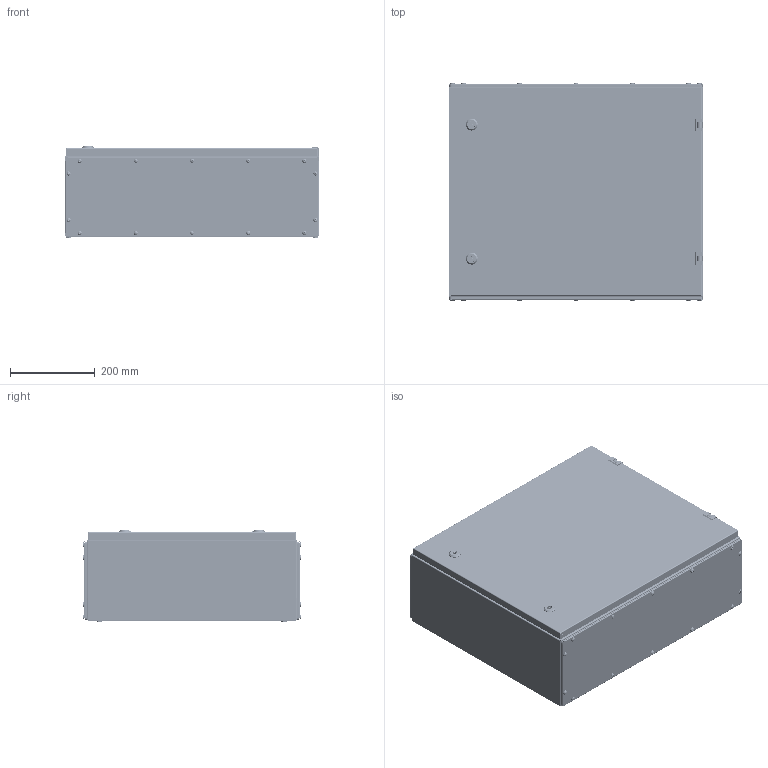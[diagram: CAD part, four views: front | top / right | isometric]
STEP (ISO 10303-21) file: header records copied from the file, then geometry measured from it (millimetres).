
FILE_DESCRIPTION (( 'STEP AP214' ), '1' );
FILE_NAME ('10.060.050.21.STEP', '2024-05-29T10:59:50', ( '' ), ( '' ), 'SwSTEP 2.0', 'SolidWorks 2021', '' );
FILE_SCHEMA (( 'AUTOMOTIVE_DESIGN' ));
Length unit declared in the file: millimetre
Products named in the file (25): 8SJ_MS705_0010.stp; 10.060.050.21; 8SJ_MS705_0760.stp; 8SJ_MS705-1_0040.stp; 8SJ_MS705_0510.stp; Øïèëüêà ïðèâàðíàÿ Ì6õ20; Ðåéêà H500; Êàðêàñ øêàôà W600H500D210; Ãàñêåòèíã äâåðè W600H500; Äâåðíîå ïîëîòíî W600H500; Ïðîêëàäêà êðûøêè W600D210; Áîëò Ì6õ10 ñ øåñòèãðàííîé ãîëîâêîé ñ ïðåññøàéáîé; ﾇ瑟鶴 ﾀﾑ ms1000-3M.stp; 8SJ_S1B_0001.stp; Êîðïóñ øêàôà W600H500D210; Ïåðåìû÷êà êàðêàñà W600; 署赅 W600D210; Øïèëüêà ïðèâàðíàÿ Ì6õ10; SW6X8.stp; 嵑謺麃 檐; Çàêëåïêà ðåçüáîâàÿ Ì8 øåñòèãðàííàÿ ñ óìåíüøåííûì áîðòîì; Çàêëåïêà ðåçüáîâàÿ Ì5 øåñòèãðàííàÿ ñ óìåíüøåííûì áîðòîì; Øïèëüêà ïðèâàðíàÿ Ì6õ15; ﾄ粢 ﾑﾁ W600H500; Âèíò DIN 967 Ì5õ16 ñ ïîëóêðóãëîé ãîëîâêîé ñ êðåñòîîáðàçíûì øëèöåì
Assembly tree (99 placements, depth 4):
  10.060.050.21
    Êàðêàñ øêàôà W600H500D210
      Êîðïóñ øêàôà W600H500D210
      Ïåðåìû÷êà êàðêàñà W600  x2
      Øïèëüêà ïðèâàðíàÿ Ì6õ15  x8
      Øïèëüêà ïðèâàðíàÿ Ì6õ20  x4
    署赅 W600D210  x2
    Ïðîêëàäêà êðûøêè W600D210  x2
    ﾄ粢 ﾑﾁ W600H500
      Äâåðíîå ïîëîòíî W600H500
      Ðåéêà H500  x2
      Ãàñêåòèíã äâåðè W600H500
      Øïèëüêà ïðèâàðíàÿ Ì6õ10  x2
      ﾇ瑟鶴 ﾀﾑ ms1000-3M.stp  x2
        8SJ_MS705_0010.stp
        8SJ_MS705_0510.stp
        8SJ_MS705_0760.stp
        8SJ_S1B_0001.stp
        8SJ_MS705-1_0040.stp
        SW6X8.stp
    嵑謺麃 檐  x2
    Áîëò Ì6õ10 ñ øåñòèãðàííîé ãîëîâêîé ñ ïðåññøàéáîé  x2
    Çàêëåïêà ðåçüáîâàÿ Ì5 øåñòèãðàííàÿ ñ óìåíüøåííûì áîðòîì  x28
    Âèíò DIN 967 Ì5õ16 ñ ïîëóêðóãëîé ãîëîâêîé ñ êðåñòîîáðàçíûì øëèöåì  x28
    Çàêëåïêà ðåçüáîâàÿ Ì8 øåñòèãðàííàÿ ñ óìåíüøåííûì áîðòîì  x4
Bounding box: 600 x 515.17 x 214.65 mm (x, y, z)
Volume: 1584529 mm3; surface area: 2737138.8 mm2
Topology: 99 solids, 111 shells, 6150 faces, 15544 edges, 9662 vertices
Faces by surface type: plane 2563, cylinder 2194, bspline 683, cone 300, torus 242, sphere 168
Entity records: 84215 total; most frequent: CARTESIAN_POINT 42028, ORIENTED_EDGE 9034, DIRECTION 7578, EDGE_CURVE 4523, VERTEX_POINT 2797, AXIS2_PLACEMENT_3D 2561, VECTOR 2456, LINE 2456
